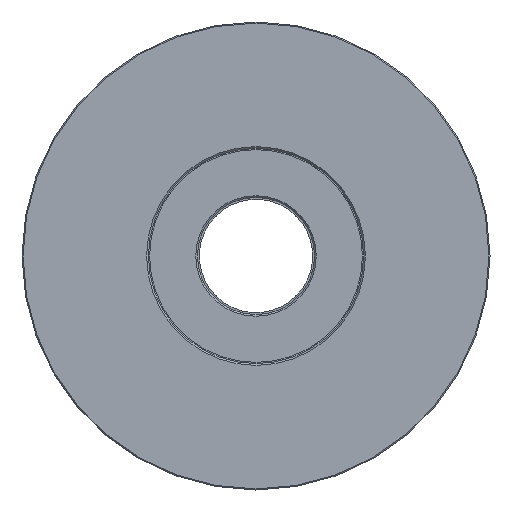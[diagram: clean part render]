
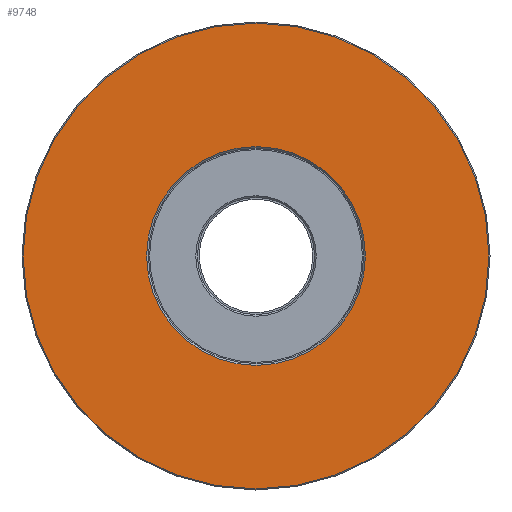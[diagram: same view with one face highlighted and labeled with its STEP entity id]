
A CAD part, left-side view. The second image highlights one B-rep face of the part: STEP entity #9748.
In plain terms, the highlighted planar face has unit normal (-1, 0, 0).
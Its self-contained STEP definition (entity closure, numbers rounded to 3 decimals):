
#1003 = AXIS2_PLACEMENT_3D ( 'NONE', #10635, #17014, #10968 ) ;
#2216 = VERTEX_POINT ( 'NONE', #7136 ) ;
#2342 = VERTEX_POINT ( 'NONE', #2776 ) ;
#2544 = CARTESIAN_POINT ( 'NONE',  ( 0., 30.35, 0. ) ) ;
#2776 = CARTESIAN_POINT ( 'NONE',  ( 0., 0., -30.85 ) ) ;
#2787 = AXIS2_PLACEMENT_3D ( 'NONE', #8701, #13784, #20447 ) ;
#3023 = AXIS2_PLACEMENT_3D ( 'NONE', #7806, #17880, #10835 ) ;
#4352 = CARTESIAN_POINT ( 'NONE',  ( 0., 0., 0. ) ) ;
#4365 = EDGE_CURVE ( 'NONE', #13478, #2216, #5627, .T. ) ;
#5113 = EDGE_LOOP ( 'NONE', ( #6805, #14494 ) ) ;
#5382 = ORIENTED_EDGE ( 'NONE', *, *, #11116, .T. ) ;
#5627 = CIRCLE ( 'NONE', #1003, 65.7 ) ;
#6805 = ORIENTED_EDGE ( 'NONE', *, *, #4365, .T. ) ;
#7136 = CARTESIAN_POINT ( 'NONE',  ( 0., 0., 65.7 ) ) ;
#7806 = CARTESIAN_POINT ( 'NONE',  ( 0., 0., 0. ) ) ;
#7843 = VERTEX_POINT ( 'NONE', #16928 ) ;
#7919 = DIRECTION ( 'NONE',  ( 1., 0., 0. ) ) ;
#8032 = DIRECTION ( 'NONE',  ( 1., 0., 0. ) ) ;
#8701 = CARTESIAN_POINT ( 'NONE',  ( 0., 0., 0. ) ) ;
#9748 = ADVANCED_FACE ( 'NONE', ( #16994, #18983 ), #15650, .F. ) ;
#10474 = CIRCLE ( 'NONE', #3023, 30.85 ) ;
#10635 = CARTESIAN_POINT ( 'NONE',  ( 0., 0., 0. ) ) ;
#10835 = DIRECTION ( 'NONE',  ( 0., 0., -1. ) ) ;
#10968 = DIRECTION ( 'NONE',  ( 0., 0., -1. ) ) ;
#11116 = EDGE_CURVE ( 'NONE', #2342, #7843, #10474, .T. ) ;
#11793 = ORIENTED_EDGE ( 'NONE', *, *, #15624, .T. ) ;
#13114 = AXIS2_PLACEMENT_3D ( 'NONE', #2544, #7919, #17324 ) ;
#13478 = VERTEX_POINT ( 'NONE', #15521 ) ;
#13784 = DIRECTION ( 'NONE',  ( -1., 0., 0. ) ) ;
#14494 = ORIENTED_EDGE ( 'NONE', *, *, #20158, .T. ) ;
#15521 = CARTESIAN_POINT ( 'NONE',  ( 0., 0., -65.7 ) ) ;
#15624 = EDGE_CURVE ( 'NONE', #7843, #2342, #16472, .T. ) ;
#15650 = PLANE ( 'NONE',  #13114 ) ;
#16472 = CIRCLE ( 'NONE', #17747, 30.85 ) ;
#16928 = CARTESIAN_POINT ( 'NONE',  ( 0., 0., 30.85 ) ) ;
#16994 = FACE_BOUND ( 'NONE', #20486, .T. ) ;
#17014 = DIRECTION ( 'NONE',  ( -1., 0., 0. ) ) ;
#17324 = DIRECTION ( 'NONE',  ( 0., 0., -1. ) ) ;
#17747 = AXIS2_PLACEMENT_3D ( 'NONE', #4352, #8032, #19779 ) ;
#17880 = DIRECTION ( 'NONE',  ( 1., 0., 0. ) ) ;
#18600 = CIRCLE ( 'NONE', #2787, 65.7 ) ;
#18983 = FACE_OUTER_BOUND ( 'NONE', #5113, .T. ) ;
#19779 = DIRECTION ( 'NONE',  ( 0., 0., -1. ) ) ;
#20158 = EDGE_CURVE ( 'NONE', #2216, #13478, #18600, .T. ) ;
#20447 = DIRECTION ( 'NONE',  ( 0., 0., -1. ) ) ;
#20486 = EDGE_LOOP ( 'NONE', ( #11793, #5382 ) ) ;
